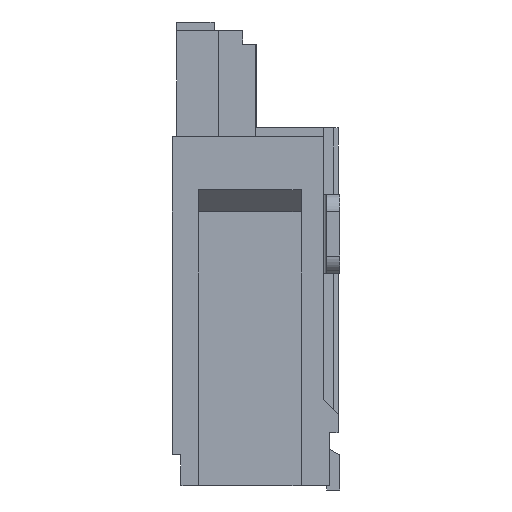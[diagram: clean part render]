
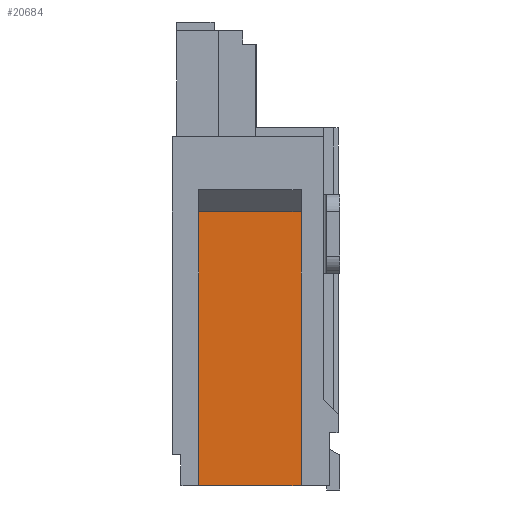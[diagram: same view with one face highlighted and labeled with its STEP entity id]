
A CAD part, left-side view. The second image highlights one B-rep face of the part: STEP entity #20684.
In plain terms, the highlighted planar face has unit normal (-1, 0, 0).
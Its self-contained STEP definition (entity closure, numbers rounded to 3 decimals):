
#7428=DIRECTION('',(0.,-1.,0.));
#7429=VECTOR('',#7428,1.16);
#7430=CARTESIAN_POINT('',(-4.6,1.58,-4.05));
#7431=LINE('',#7430,#7429);
#7452=DIRECTION('',(0.,1.,0.));
#7453=VECTOR('',#7452,1.16);
#7454=CARTESIAN_POINT('',(-4.6,0.42,-0.95));
#7455=LINE('',#7454,#7453);
#7456=DIRECTION('',(0.,0.,1.));
#7457=VECTOR('',#7456,3.1);
#7458=CARTESIAN_POINT('',(-4.6,1.58,-4.05));
#7459=LINE('',#7458,#7457);
#7468=DIRECTION('',(0.,0.,1.));
#7469=VECTOR('',#7468,3.1);
#7470=CARTESIAN_POINT('',(-4.6,0.42,-4.05));
#7471=LINE('',#7470,#7469);
#7991=CARTESIAN_POINT('',(-4.6,1.58,-4.05));
#7992=CARTESIAN_POINT('',(-4.6,0.42,-4.05));
#7993=VERTEX_POINT('',#7991);
#7994=VERTEX_POINT('',#7992);
#8061=CARTESIAN_POINT('',(-4.6,1.58,-0.95));
#8063=VERTEX_POINT('',#8061);
#8067=CARTESIAN_POINT('',(-4.6,0.42,-0.95));
#8068=VERTEX_POINT('',#8067);
#20670=CARTESIAN_POINT('',(-4.6,1.58,-4.05));
#20671=DIRECTION('',(1.,0.,0.));
#20672=DIRECTION('',(0.,-1.,0.));
#20673=AXIS2_PLACEMENT_3D('',#20670,#20671,#20672);
#20674=PLANE('',#20673);
#20676=ORIENTED_EDGE('',*,*,#20675,.F.);
#20678=ORIENTED_EDGE('',*,*,#20677,.F.);
#20679=ORIENTED_EDGE('',*,*,#20656,.F.);
#20681=ORIENTED_EDGE('',*,*,#20680,.T.);
#20682=EDGE_LOOP('',(#20676,#20678,#20679,#20681));
#20683=FACE_OUTER_BOUND('',#20682,.F.);
#20684=ADVANCED_FACE('',(#20683),#20674,.F.);
#20656=EDGE_CURVE('',#7993,#7994,#7431,.T.);
#20675=EDGE_CURVE('',#8068,#8063,#7455,.T.);
#20677=EDGE_CURVE('',#7994,#8068,#7471,.T.);
#20680=EDGE_CURVE('',#7993,#8063,#7459,.T.);
